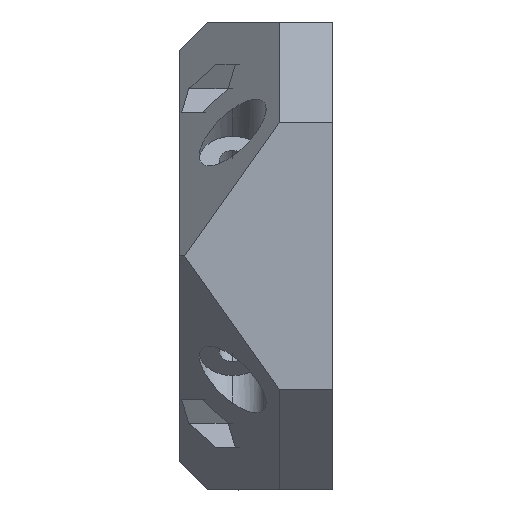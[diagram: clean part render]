
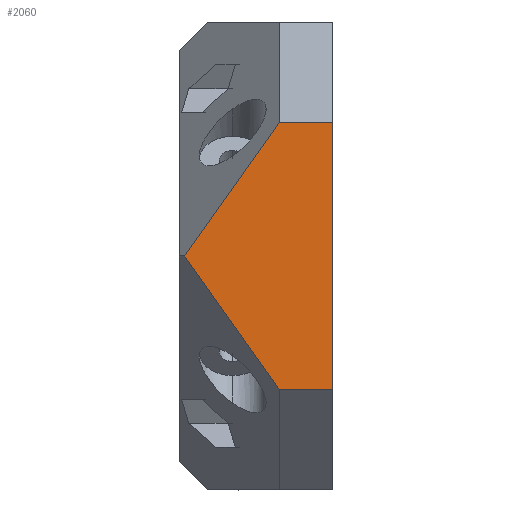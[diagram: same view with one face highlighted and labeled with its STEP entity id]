
A CAD part, left-side view. The second image highlights one B-rep face of the part: STEP entity #2060.
In plain terms, the highlighted planar face has unit normal (-1, 0, 0).
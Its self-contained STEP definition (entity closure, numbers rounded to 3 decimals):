
#242 = ORIENTED_EDGE ( 'NONE', *, *, #7610, .T. ) ;
#294 = VERTEX_POINT ( 'NONE', #2767 ) ;
#351 = CARTESIAN_POINT ( 'NONE',  ( -110., -3.213, -35.858 ) ) ;
#634 = CARTESIAN_POINT ( 'NONE',  ( -110., 23., 20. ) ) ;
#697 = DIRECTION ( 'NONE',  ( 0., 0.577, -0.816 ) ) ;
#734 = CARTESIAN_POINT ( 'NONE',  ( -110., -3.213, 35.858 ) ) ;
#847 = DIRECTION ( 'NONE',  ( 0., -1., 0. ) ) ;
#1011 = ORIENTED_EDGE ( 'NONE', *, *, #3622, .T. ) ;
#1218 = LINE ( 'NONE', #634, #4616 ) ;
#1391 = VECTOR ( 'NONE', #697, 1000. ) ;
#1402 = DIRECTION ( 'NONE',  ( 0., -0.577, -0.816 ) ) ;
#1567 = ORIENTED_EDGE ( 'NONE', *, *, #6650, .T. ) ;
#1820 = CARTESIAN_POINT ( 'NONE',  ( -110., 8., -20. ) ) ;
#1849 = LINE ( 'NONE', #734, #1391 ) ;
#2060 = ADVANCED_FACE ( 'NONE', ( #2513 ), #5445, .F. ) ;
#2300 = CARTESIAN_POINT ( 'NONE',  ( -110., 0., -20. ) ) ;
#2513 = FACE_OUTER_BOUND ( 'NONE', #5488, .T. ) ;
#2767 = CARTESIAN_POINT ( 'NONE',  ( -110., 22.142, 0. ) ) ;
#3048 = DIRECTION ( 'NONE',  ( 1., 0., 0. ) ) ;
#3077 = VECTOR ( 'NONE', #847, 1000. ) ;
#3153 = CARTESIAN_POINT ( 'NONE',  ( -110., 23., -20. ) ) ;
#3326 = CARTESIAN_POINT ( 'NONE',  ( -110., 8., 20. ) ) ;
#3354 = VECTOR ( 'NONE', #1402, 1000. ) ;
#3564 = DIRECTION ( 'NONE',  ( 0., -1., 0. ) ) ;
#3622 = EDGE_CURVE ( 'NONE', #4891, #3859, #6122, .T. ) ;
#3755 = LINE ( 'NONE', #6102, #4001 ) ;
#3859 = VERTEX_POINT ( 'NONE', #2300 ) ;
#4001 = VECTOR ( 'NONE', #4259, 1000. ) ;
#4259 = DIRECTION ( 'NONE',  ( 0., 0., 1. ) ) ;
#4616 = VECTOR ( 'NONE', #3564, 1000. ) ;
#4891 = VERTEX_POINT ( 'NONE', #1820 ) ;
#4988 = VERTEX_POINT ( 'NONE', #5121 ) ;
#5071 = ORIENTED_EDGE ( 'NONE', *, *, #5217, .T. ) ;
#5121 = CARTESIAN_POINT ( 'NONE',  ( -110., 0., 20. ) ) ;
#5131 = EDGE_CURVE ( 'NONE', #6445, #4988, #1218, .T. ) ;
#5217 = EDGE_CURVE ( 'NONE', #3859, #4988, #3755, .T. ) ;
#5445 = PLANE ( 'NONE',  #7525 ) ;
#5488 = EDGE_LOOP ( 'NONE', ( #242, #1567, #1011, #5071, #5655 ) ) ;
#5522 = DIRECTION ( 'NONE',  ( 0., 0., -1. ) ) ;
#5655 = ORIENTED_EDGE ( 'NONE', *, *, #5131, .F. ) ;
#6057 = CARTESIAN_POINT ( 'NONE',  ( -110., 23., -20. ) ) ;
#6102 = CARTESIAN_POINT ( 'NONE',  ( -110., 0., -20. ) ) ;
#6122 = LINE ( 'NONE', #3153, #3077 ) ;
#6445 = VERTEX_POINT ( 'NONE', #3326 ) ;
#6650 = EDGE_CURVE ( 'NONE', #294, #4891, #6663, .T. ) ;
#6663 = LINE ( 'NONE', #351, #3354 ) ;
#7525 = AXIS2_PLACEMENT_3D ( 'NONE', #6057, #3048, #5522 ) ;
#7610 = EDGE_CURVE ( 'NONE', #6445, #294, #1849, .T. ) ;
